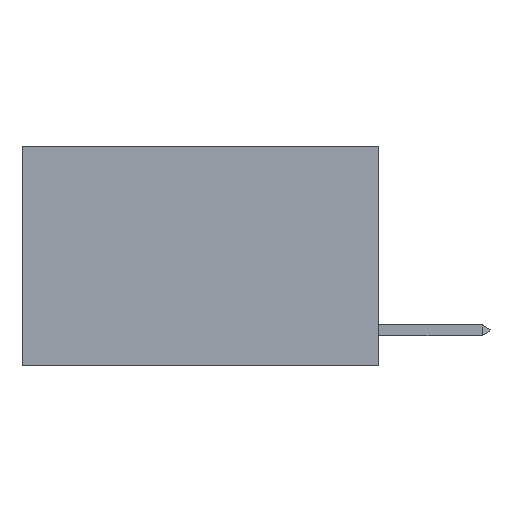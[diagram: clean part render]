
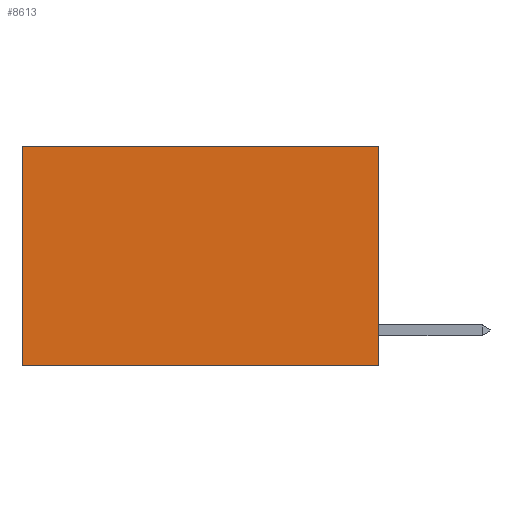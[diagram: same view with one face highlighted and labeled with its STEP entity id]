
A CAD part, left-side view. The second image highlights one B-rep face of the part: STEP entity #8613.
In plain terms, the highlighted planar face has unit normal (-1, 0, 0).
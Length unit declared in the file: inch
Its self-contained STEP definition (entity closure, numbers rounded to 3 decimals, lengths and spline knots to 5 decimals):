
#89 = EDGE_CURVE ( 'NONE', #10982, #15339, #11716, .T. ) ;
#972 = EDGE_CURVE ( 'NONE', #11311, #15339, #7461, .T. ) ;
#1016 = ORIENTED_EDGE ( 'NONE', *, *, #972, .T. ) ;
#1022 = AXIS2_PLACEMENT_3D ( 'NONE', #14457, #17597, #11048 ) ;
#3550 = LINE ( 'NONE', #13583, #10850 ) ;
#4387 = LINE ( 'NONE', #7963, #16753 ) ;
#4812 = VERTEX_POINT ( 'NONE', #19759 ) ;
#5389 = CARTESIAN_POINT ( 'NONE',  ( 0.2625, 0., -0.37 ) ) ;
#5543 = CARTESIAN_POINT ( 'NONE',  ( 0.2625, 0., -0.37 ) ) ;
#7461 = LINE ( 'NONE', #7785, #21000 ) ;
#7785 = CARTESIAN_POINT ( 'NONE',  ( 0.2625, 0.6, 0. ) ) ;
#7882 = FACE_OUTER_BOUND ( 'NONE', #16890, .T. ) ;
#7963 = CARTESIAN_POINT ( 'NONE',  ( 0.2625, 0., 0. ) ) ;
#8613 = ADVANCED_FACE ( 'NONE', ( #7882 ), #20984, .F. ) ;
#8666 = DIRECTION ( 'NONE',  ( 0., 0., -1. ) ) ;
#9181 = ORIENTED_EDGE ( 'NONE', *, *, #10313, .T. ) ;
#10313 = EDGE_CURVE ( 'NONE', #4812, #11311, #4387, .T. ) ;
#10850 = VECTOR ( 'NONE', #8666, 39.37008 ) ;
#10982 = VERTEX_POINT ( 'NONE', #5543 ) ;
#11023 = DIRECTION ( 'NONE',  ( 0., 1., 0. ) ) ;
#11048 = DIRECTION ( 'NONE',  ( 0., 0., -1. ) ) ;
#11253 = EDGE_CURVE ( 'NONE', #4812, #10982, #3550, .T. ) ;
#11311 = VERTEX_POINT ( 'NONE', #12570 ) ;
#11716 = LINE ( 'NONE', #5389, #12347 ) ;
#12347 = VECTOR ( 'NONE', #18685, 39.37008 ) ;
#12547 = ORIENTED_EDGE ( 'NONE', *, *, #89, .F. ) ;
#12570 = CARTESIAN_POINT ( 'NONE',  ( 0.2625, 0.6, 0. ) ) ;
#13583 = CARTESIAN_POINT ( 'NONE',  ( 0.2625, 0., 0. ) ) ;
#14457 = CARTESIAN_POINT ( 'NONE',  ( 0.2625, 0., 0. ) ) ;
#14854 = ORIENTED_EDGE ( 'NONE', *, *, #11253, .F. ) ;
#15339 = VERTEX_POINT ( 'NONE', #21123 ) ;
#16753 = VECTOR ( 'NONE', #11023, 39.37008 ) ;
#16890 = EDGE_LOOP ( 'NONE', ( #1016, #12547, #14854, #9181 ) ) ;
#17401 = DIRECTION ( 'NONE',  ( 0., 0., -1. ) ) ;
#17597 = DIRECTION ( 'NONE',  ( 1., 0., 0. ) ) ;
#18685 = DIRECTION ( 'NONE',  ( 0., 1., 0. ) ) ;
#19759 = CARTESIAN_POINT ( 'NONE',  ( 0.2625, 0., 0. ) ) ;
#20984 = PLANE ( 'NONE',  #1022 ) ;
#21000 = VECTOR ( 'NONE', #17401, 39.37008 ) ;
#21123 = CARTESIAN_POINT ( 'NONE',  ( 0.2625, 0.6, -0.37 ) ) ;
